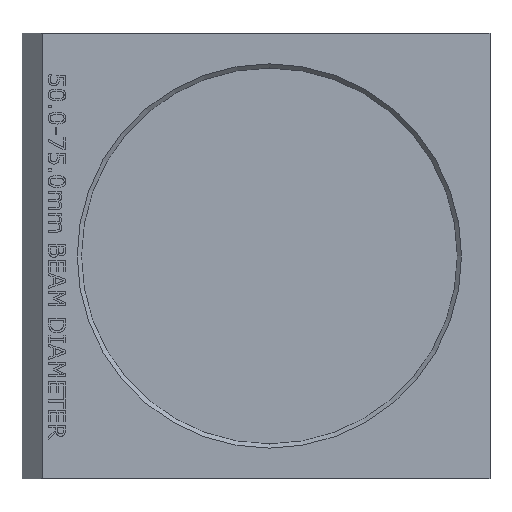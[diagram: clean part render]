
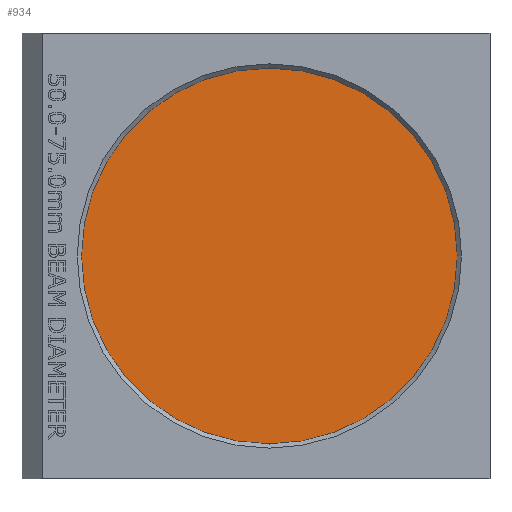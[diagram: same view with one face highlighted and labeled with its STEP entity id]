
A CAD part, left-side view. The second image highlights one B-rep face of the part: STEP entity #934.
In plain terms, the highlighted planar face has unit normal (-1, 0, 0).
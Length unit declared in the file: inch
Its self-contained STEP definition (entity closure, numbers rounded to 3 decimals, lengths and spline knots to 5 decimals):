
#883 = EDGE_CURVE ( 'NONE', #891, #890, #6828, .T. ) ;
#889 = EDGE_CURVE ( 'NONE', #890, #891, #6837, .T. ) ;
#890 = VERTEX_POINT ( 'NONE', #6880 ) ;
#891 = VERTEX_POINT ( 'NONE', #6879 ) ;
#934 = ADVANCED_FACE ( 'NONE', ( #7008 ), #7041, .F. ) ;
#935 = EDGE_LOOP ( 'NONE', ( #936, #937 ) ) ;
#936 = ORIENTED_EDGE ( 'NONE', *, *, #889, .F. ) ;
#937 = ORIENTED_EDGE ( 'NONE', *, *, #883, .F. ) ;
#6825 = DIRECTION ( 'NONE',  ( 0., 0., -1. ) ) ;
#6826 = DIRECTION ( 'NONE',  ( 1., 0., 0. ) ) ;
#6827 = AXIS2_PLACEMENT_3D ( 'NONE', #6834, #6826, #6825 ) ;
#6828 = CIRCLE ( 'NONE', #6827, 2.26378 ) ;
#6834 = CARTESIAN_POINT ( 'NONE',  ( -0.72152, 0.47835, -0.1468 ) ) ;
#6837 = CIRCLE ( 'NONE', #6884, 2.26378 ) ;
#6879 = CARTESIAN_POINT ( 'NONE',  ( -0.72152, 0.47835, 2.11698 ) ) ;
#6880 = CARTESIAN_POINT ( 'NONE',  ( -0.72152, 0.47835, -2.41058 ) ) ;
#6881 = DIRECTION ( 'NONE',  ( 0., 0., -1. ) ) ;
#6882 = DIRECTION ( 'NONE',  ( 1., 0., 0. ) ) ;
#6883 = CARTESIAN_POINT ( 'NONE',  ( -0.72152, 0.47835, -0.1468 ) ) ;
#6884 = AXIS2_PLACEMENT_3D ( 'NONE', #6883, #6882, #6881 ) ;
#7008 = FACE_OUTER_BOUND ( 'NONE', #935, .T. ) ;
#7036 = DIRECTION ( 'NONE',  ( 0., 0., -1. ) ) ;
#7037 = DIRECTION ( 'NONE',  ( 1., 0., 0. ) ) ;
#7038 = CARTESIAN_POINT ( 'NONE',  ( -0.72152, 0.47835, -0.1468 ) ) ;
#7039 = AXIS2_PLACEMENT_3D ( 'NONE', #7038, #7037, #7036 ) ;
#7041 = PLANE ( 'NONE',  #7039 ) ;
